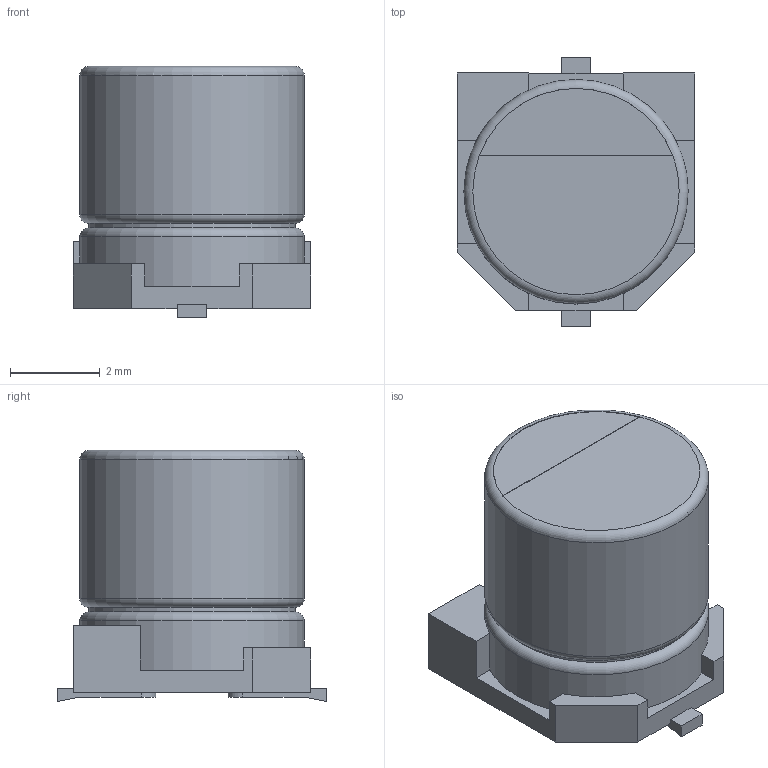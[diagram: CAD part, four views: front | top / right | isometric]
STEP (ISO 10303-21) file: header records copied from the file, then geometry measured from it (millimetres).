
FILE_DESCRIPTION(('FreeCAD Model'),'2;1');
FILE_NAME('Open CASCADE Shape Model','2024-04-09T22:37:17',(''),(''), 'Open CASCADE STEP processor 7.7','FreeCAD','Unknown');
FILE_SCHEMA(('AUTOMOTIVE_DESIGN { 1 0 10303 214 1 1 1 1 }'));
Length unit declared in the file: millimetre
Products named in the file (7): smd_capacitor_electrolytic_5x5_4mm; Part; Base; Body; Leg (Mirror #1); Mark; Leg
Assembly tree (10 placements, depth 3):
  smd_capacitor_electrolytic_5x5_4mm
    Part
      Base
      Body
      Leg (Mirror #1)
      Mark
    Base
    Body
    Leg (Mirror #1)
    Leg
    Mark
Bounding box: 5.3 x 6 x 5.6 mm (x, y, z)
Surface area: 426.1 mm2
Topology: 9 solids, 9 shells, 133 faces, 303 edges, 198 vertices
Faces by surface type: plane 94, cylinder 33, torus 6
Full cylindrical faces by diameter (mm): 0.8 x8, 4.6 x2, 5 x4
Entity records: 2151 total; most frequent: DIRECTION 361, CARTESIAN_POINT 344, ORIENTED_EDGE 318, EDGE_CURVE 159, AXIS2_PLACEMENT_3D 121, LINE 119, VECTOR 119, VERTEX_POINT 104
